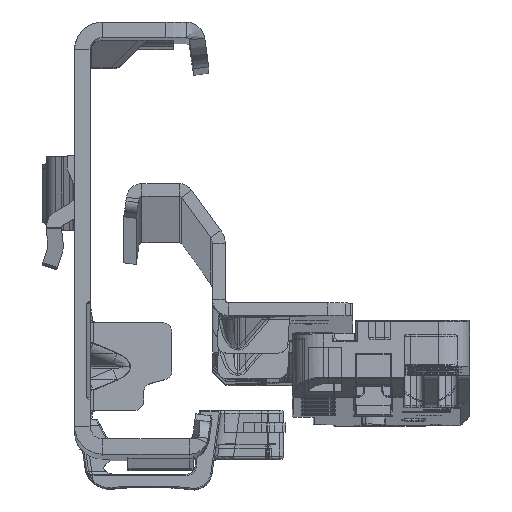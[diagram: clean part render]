
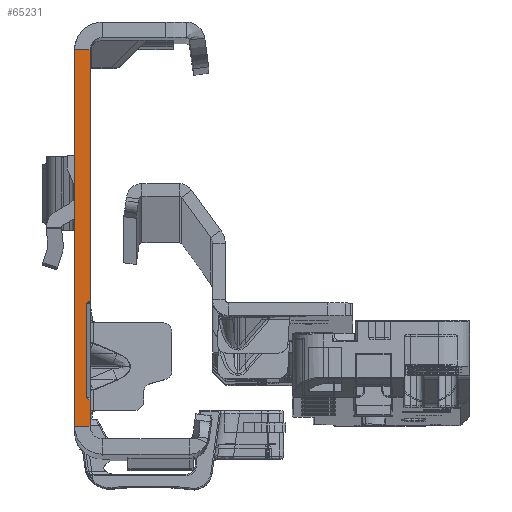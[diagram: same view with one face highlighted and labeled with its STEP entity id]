
A CAD part, top view. The second image highlights one B-rep face of the part: STEP entity #65231.
In plain terms, the highlighted planar face has unit normal (0, 0, 1).
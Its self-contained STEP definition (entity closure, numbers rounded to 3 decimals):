
#3399 = EDGE_CURVE ( 'NONE', #24307, #94510, #13199, .T. ) ;
#7855 = EDGE_CURVE ( 'NONE', #24307, #51408, #100984, .T. ) ;
#8420 = VERTEX_POINT ( 'NONE', #74769 ) ;
#8827 = CARTESIAN_POINT ( 'NONE',  ( -2.45, -30., 0. ) ) ;
#9880 = VERTEX_POINT ( 'NONE', #8827 ) ;
#13199 = LINE ( 'NONE', #23552, #67071 ) ;
#13878 = LINE ( 'NONE', #22314, #22952 ) ;
#14255 = CARTESIAN_POINT ( 'NONE',  ( 0., -25.968, 0. ) ) ;
#14975 = ORIENTED_EDGE ( 'NONE', *, *, #42720, .F. ) ;
#16985 = VERTEX_POINT ( 'NONE', #26719 ) ;
#22314 = CARTESIAN_POINT ( 'NONE',  ( -0.259, -10.182, 0. ) ) ;
#22952 = VECTOR ( 'NONE', #53599, 1000. ) ;
#23552 = CARTESIAN_POINT ( 'NONE',  ( 0.082, -26.047, 0. ) ) ;
#24017 = EDGE_CURVE ( 'NONE', #8420, #16985, #98920, .T. ) ;
#24307 = VERTEX_POINT ( 'NONE', #14255 ) ;
#24589 = VECTOR ( 'NONE', #92625, 1000. ) ;
#25454 = DIRECTION ( 'NONE',  ( 0., -1., 0. ) ) ;
#26400 = EDGE_CURVE ( 'NONE', #8420, #88020, #119256, .T. ) ;
#26719 = CARTESIAN_POINT ( 'NONE',  ( -2.45, 30., 0. ) ) ;
#29672 = EDGE_LOOP ( 'NONE', ( #14975, #66377, #71682, #124997, #50858, #113681, #119472, #63631 ) ) ;
#29886 = DIRECTION ( 'NONE',  ( -1., 0., 0. ) ) ;
#30325 = VECTOR ( 'NONE', #29886, 1000. ) ;
#31026 = VECTOR ( 'NONE', #83318, 1000. ) ;
#31944 = CARTESIAN_POINT ( 'NONE',  ( 0., -32., 0. ) ) ;
#32716 = DIRECTION ( 'NONE',  ( -0.719, 0.695, 0. ) ) ;
#38197 = CARTESIAN_POINT ( 'NONE',  ( -0.536, -10.45, 0. ) ) ;
#39319 = CARTESIAN_POINT ( 'NONE',  ( 0., -30., 0. ) ) ;
#42720 = EDGE_CURVE ( 'NONE', #63925, #94510, #65230, .T. ) ;
#45976 = FACE_OUTER_BOUND ( 'NONE', #29672, .T. ) ;
#50620 = CARTESIAN_POINT ( 'NONE',  ( -0.536, -25.45, 0. ) ) ;
#50733 = VECTOR ( 'NONE', #25454, 1000. ) ;
#50858 = ORIENTED_EDGE ( 'NONE', *, *, #122900, .T. ) ;
#51408 = VERTEX_POINT ( 'NONE', #102172 ) ;
#53599 = DIRECTION ( 'NONE',  ( 0.719, 0.695, 0. ) ) ;
#62607 = AXIS2_PLACEMENT_3D ( 'NONE', #114293, #83783, #84428 ) ;
#63631 = ORIENTED_EDGE ( 'NONE', *, *, #3399, .T. ) ;
#63925 = VERTEX_POINT ( 'NONE', #38197 ) ;
#65230 = LINE ( 'NONE', #123136, #24589 ) ;
#65231 = ADVANCED_FACE ( 'NONE', ( #45976 ), #103909, .T. ) ;
#65541 = VECTOR ( 'NONE', #80215, 1000. ) ;
#66377 = ORIENTED_EDGE ( 'NONE', *, *, #104125, .T. ) ;
#67071 = VECTOR ( 'NONE', #32716, 1000. ) ;
#69945 = LINE ( 'NONE', #39319, #91597 ) ;
#71682 = ORIENTED_EDGE ( 'NONE', *, *, #26400, .F. ) ;
#74769 = CARTESIAN_POINT ( 'NONE',  ( 0., 30., 0. ) ) ;
#80215 = DIRECTION ( 'NONE',  ( 0., -1., 0. ) ) ;
#83318 = DIRECTION ( 'NONE',  ( 0., -1., 0. ) ) ;
#83783 = DIRECTION ( 'NONE',  ( 0., 0., 1. ) ) ;
#84428 = DIRECTION ( 'NONE',  ( 1., 0., 0. ) ) ;
#88020 = VERTEX_POINT ( 'NONE', #95826 ) ;
#91597 = VECTOR ( 'NONE', #118694, 1000. ) ;
#91804 = LINE ( 'NONE', #114455, #31026 ) ;
#92625 = DIRECTION ( 'NONE',  ( 0., -1., 0. ) ) ;
#94510 = VERTEX_POINT ( 'NONE', #50620 ) ;
#95826 = CARTESIAN_POINT ( 'NONE',  ( 0., -9.932, 0. ) ) ;
#98920 = LINE ( 'NONE', #119051, #30325 ) ;
#100984 = LINE ( 'NONE', #31944, #65541 ) ;
#102172 = CARTESIAN_POINT ( 'NONE',  ( 0., -30., 0. ) ) ;
#103909 = PLANE ( 'NONE',  #62607 ) ;
#104125 = EDGE_CURVE ( 'NONE', #63925, #88020, #13878, .T. ) ;
#105458 = EDGE_CURVE ( 'NONE', #51408, #9880, #69945, .T. ) ;
#109537 = CARTESIAN_POINT ( 'NONE',  ( 0., -32., 0. ) ) ;
#113681 = ORIENTED_EDGE ( 'NONE', *, *, #105458, .F. ) ;
#114293 = CARTESIAN_POINT ( 'NONE',  ( -2.45, -32., 0. ) ) ;
#114455 = CARTESIAN_POINT ( 'NONE',  ( -2.45, -32., 0. ) ) ;
#118694 = DIRECTION ( 'NONE',  ( -1., 0., 0. ) ) ;
#119051 = CARTESIAN_POINT ( 'NONE',  ( 0., 30., 0. ) ) ;
#119256 = LINE ( 'NONE', #109537, #50733 ) ;
#119472 = ORIENTED_EDGE ( 'NONE', *, *, #7855, .F. ) ;
#122900 = EDGE_CURVE ( 'NONE', #16985, #9880, #91804, .T. ) ;
#123136 = CARTESIAN_POINT ( 'NONE',  ( -0.536, -9.85, 0. ) ) ;
#124997 = ORIENTED_EDGE ( 'NONE', *, *, #24017, .T. ) ;
